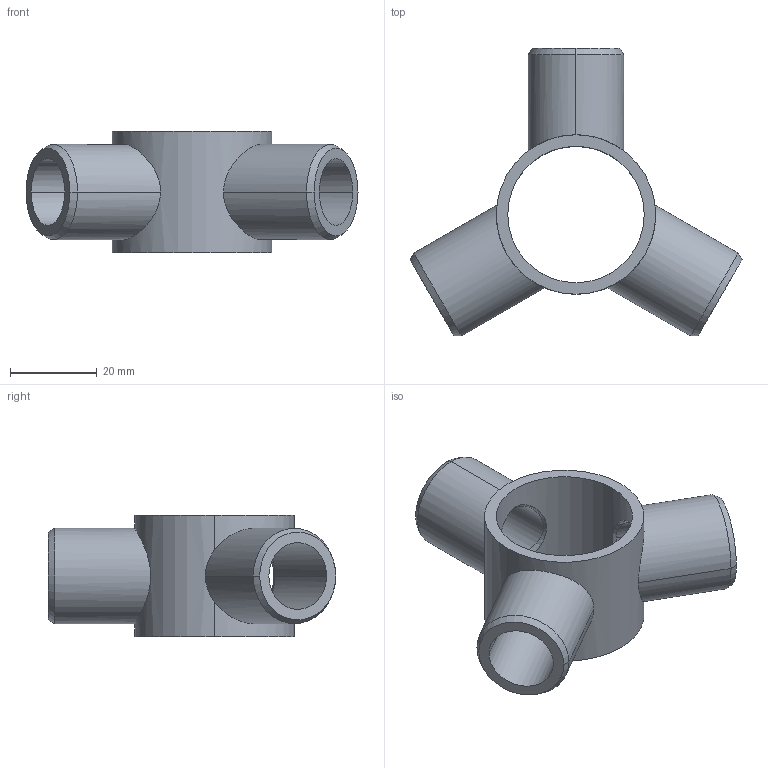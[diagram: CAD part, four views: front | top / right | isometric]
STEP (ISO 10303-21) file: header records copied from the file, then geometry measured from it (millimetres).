
FILE_DESCRIPTION (( 'STEP AP203' ), '1' );
FILE_NAME ('ValveBodyV1_0_0_SAK.STEP', '2020-03-22T19:19:25', ( '' ), ( '' ), 'SwSTEP 2.0', 'SolidWorks 2019', '' );
FILE_SCHEMA (( 'CONFIG_CONTROL_DESIGN' ));
Length unit declared in the file: millimetre
Products named in the file (2): ValveBodyV1_0_0_SAK
Bounding box: 76.64 x 66.38 x 28 mm (x, y, z)
Volume: 18442.7 mm3; surface area: 13024.2 mm2
Topology: 1 solids, 1 shells, 55 faces, 146 edges, 94 vertices
Faces by surface type: bspline 24, cylinder 16, cone 10, plane 5
Entity records: 5048 total; most frequent: CARTESIAN_POINT 3684, ORIENTED_EDGE 292, DIRECTION 202, EDGE_CURVE 146, VERTEX_POINT 94, AXIS2_PLACEMENT_3D 87, B_SPLINE_CURVE_WITH_KNOTS 64, EDGE_LOOP 64
